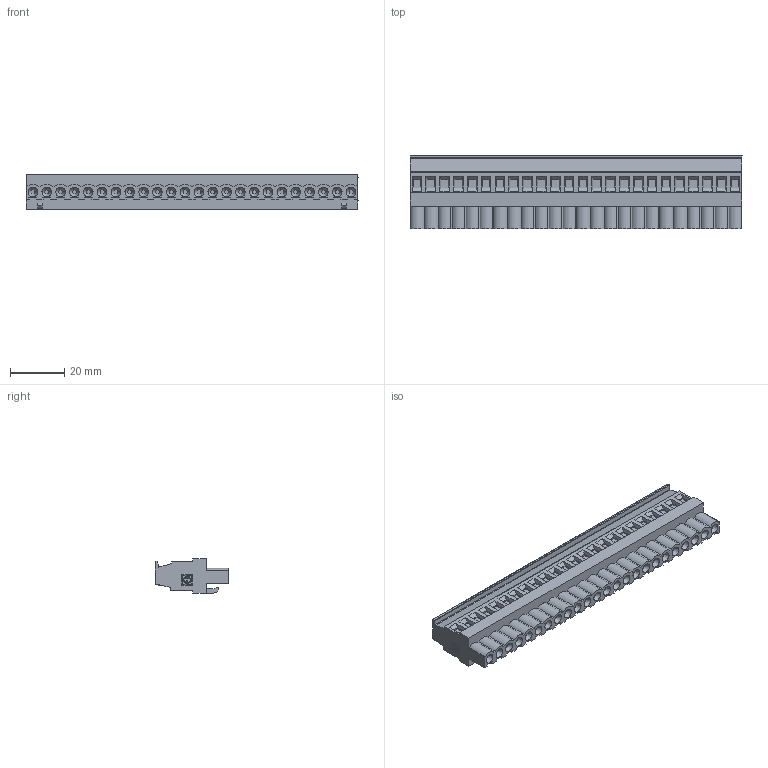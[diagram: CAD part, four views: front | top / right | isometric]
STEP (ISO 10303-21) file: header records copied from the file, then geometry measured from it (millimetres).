
FILE_DESCRIPTION(('STEP AP214'),'1');
FILE_NAME('SV24-5,08-P.stp','2020-05-11T07:13:58',(' '),(' '),'Spatial InterOp 3D',' ',' ');
FILE_SCHEMA(('automotive_design'));
Length unit declared in the file: metre
Products named in the file (1): 1
Bounding box: 121.92 x 27.1 x 12.7 mm (x, y, z)
Volume: 27270.6 mm3; surface area: 12465.6 mm2
Topology: 1 solids, 1 shells, 666 faces, 1674 edges, 1086 vertices
Faces by surface type: plane 539, cylinder 102, cone 24, extrusion 1
Full cylindrical faces by diameter (mm): 1.6 x24, 4 x24
Entity records: 24182 total; most frequent: CARTESIAN_POINT 3337, DIRECTION 3125, ORIENTED_EDGE 3108, EDGE_CURVE 1554, VECTOR 1193, LINE 1192, VERTEX_POINT 1038, AXIS2_PLACEMENT_3D 966
